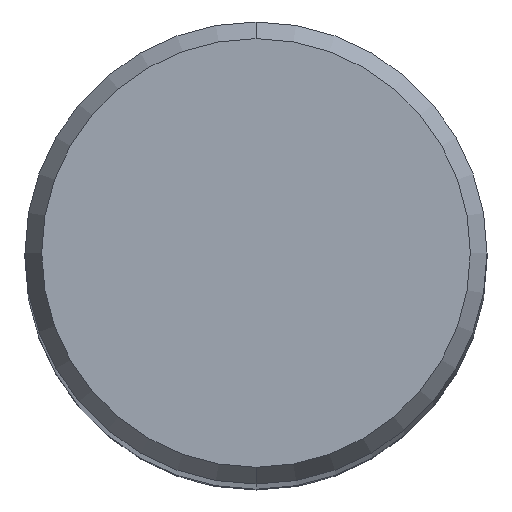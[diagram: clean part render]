
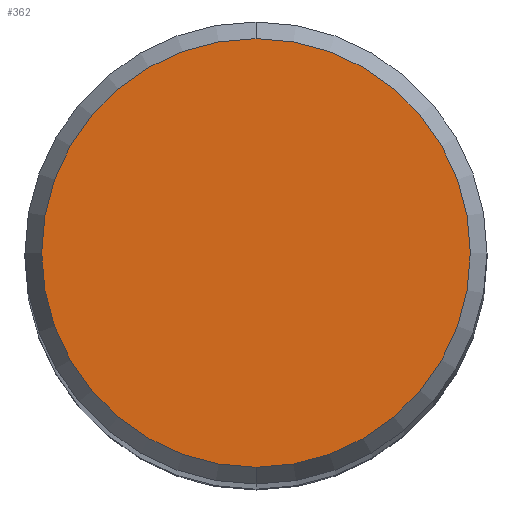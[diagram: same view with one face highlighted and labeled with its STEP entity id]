
A CAD part, top view. The second image highlights one B-rep face of the part: STEP entity #362.
In plain terms, the highlighted planar face has unit normal (0, 0, 1).
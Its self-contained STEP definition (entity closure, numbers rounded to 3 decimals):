
#186=EDGE_CURVE('',#370,#410,#503,.T.);
#356=EDGE_CURVE('',#410,#370,#693,.T.);
#362=ADVANCED_FACE('',(#700),#701,.T.);
#370=VERTEX_POINT('',#711);
#410=VERTEX_POINT('',#755);
#503=CIRCLE('',#847,5.892);
#693=CIRCLE('',#1281,5.892);
#700=FACE_OUTER_BOUND('',#1289,.T.);
#701=PLANE('',#1290);
#711=CARTESIAN_POINT('',(0.0,5.892,0.0));
#755=CARTESIAN_POINT('',(0.,-5.892,0.0));
#847=AXIS2_PLACEMENT_3D('',#1551,#1552,#1553);
#1281=AXIS2_PLACEMENT_3D('',#1762,#1763,#1764);
#1289=EDGE_LOOP('',(#1777,#1778));
#1290=AXIS2_PLACEMENT_3D('',#1779,#1780,#1781);
#1551=CARTESIAN_POINT('',(0.0,0.0,0.0));
#1552=DIRECTION('',(0.0,0.0,-1.0));
#1553=DIRECTION('',(0.0,1.0,0.0));
#1762=CARTESIAN_POINT('',(0.0,0.0,0.0));
#1763=DIRECTION('',(0.0,0.0,-1.0));
#1764=DIRECTION('',(0.0,1.0,0.0));
#1777=ORIENTED_EDGE('',*,*,#186,.F.);
#1778=ORIENTED_EDGE('',*,*,#356,.F.);
#1779=CARTESIAN_POINT('',(0.0,2.946,0.0));
#1780=DIRECTION('',(-0.0,0.0,1.0));
#1781=DIRECTION('',(0.0,-1.0,0.0));
